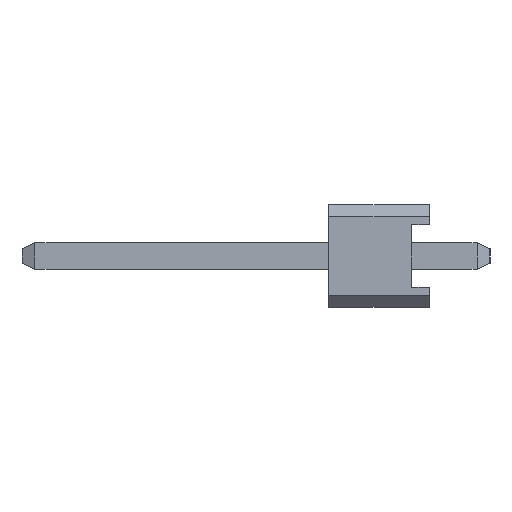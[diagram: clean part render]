
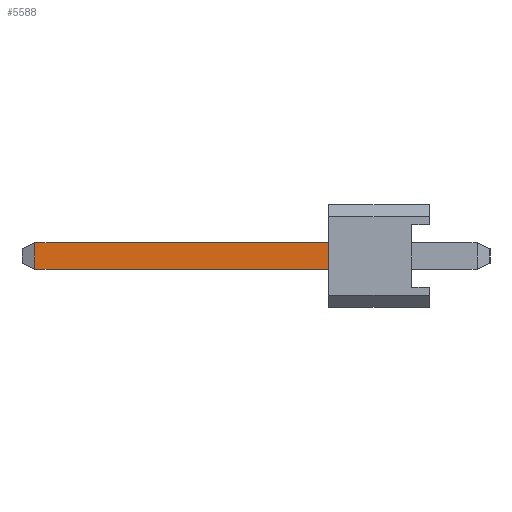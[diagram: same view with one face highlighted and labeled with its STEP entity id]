
A CAD part, left-side view. The second image highlights one B-rep face of the part: STEP entity #5588.
In plain terms, the highlighted planar face has unit normal (-1, 0, 0).
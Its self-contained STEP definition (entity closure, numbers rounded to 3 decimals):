
#4568 = DIRECTION ( 'NONE',  ( 0., -1., 0. ) ) ;
#4569 = VECTOR ( 'NONE', #4568, 1000. ) ;
#4570 = CARTESIAN_POINT ( 'NONE',  ( -0.325, 10.1, -0.325 ) ) ;
#4571 = LINE ( 'NONE', #4570, #4569 ) ;
#4572 = CARTESIAN_POINT ( 'NONE',  ( -0.325, 9.778, -0.325 ) ) ;
#4573 = DIRECTION ( 'NONE',  ( 0., 0., -1. ) ) ;
#4574 = VECTOR ( 'NONE', #4573, 1000. ) ;
#4575 = CARTESIAN_POINT ( 'NONE',  ( -0.325, 9.778, 0.325 ) ) ;
#4576 = LINE ( 'NONE', #4575, #4574 ) ;
#4577 = CARTESIAN_POINT ( 'NONE',  ( -0.325, 9.778, 0.325 ) ) ;
#4578 = DIRECTION ( 'NONE',  ( 0., -1., 0. ) ) ;
#4579 = VECTOR ( 'NONE', #4578, 1000. ) ;
#4580 = CARTESIAN_POINT ( 'NONE',  ( -0.325, 10.1, 0.325 ) ) ;
#4581 = LINE ( 'NONE', #4580, #4579 ) ;
#4582 = DIRECTION ( 'NONE',  ( 0., 0., -1. ) ) ;
#4583 = DIRECTION ( 'NONE',  ( 1., 0., 0. ) ) ;
#4584 = CARTESIAN_POINT ( 'NONE',  ( -0.325, 10.1, 0.325 ) ) ;
#4585 = AXIS2_PLACEMENT_3D ( 'NONE', #4584, #4583, #4582 ) ;
#4586 = PLANE ( 'NONE',  #4585 ) ;
#4587 = FACE_OUTER_BOUND ( 'NONE', #5589, .T. ) ;
#5588 = ADVANCED_FACE ( 'NONE', ( #4587 ), #4586, .F. ) ;
#5589 = EDGE_LOOP ( 'NONE', ( #5590, #5593, #5596, #5598 ) ) ;
#5590 = ORIENTED_EDGE ( 'NONE', *, *, #5591, .F. ) ;
#5591 = EDGE_CURVE ( 'NONE', #5592, #12785, #4581, .T. ) ;
#5592 = VERTEX_POINT ( 'NONE', #4577 ) ;
#5593 = ORIENTED_EDGE ( 'NONE', *, *, #5594, .T. ) ;
#5594 = EDGE_CURVE ( 'NONE', #5592, #5595, #4576, .T. ) ;
#5595 = VERTEX_POINT ( 'NONE', #4572 ) ;
#5596 = ORIENTED_EDGE ( 'NONE', *, *, #5597, .T. ) ;
#5597 = EDGE_CURVE ( 'NONE', #5595, #12907, #4571, .T. ) ;
#5598 = ORIENTED_EDGE ( 'NONE', *, *, #12893, .T. ) ;
#12785 = VERTEX_POINT ( 'NONE', #14282 ) ;
#12893 = EDGE_CURVE ( 'NONE', #12907, #12785, #14720, .T. ) ;
#12907 = VERTEX_POINT ( 'NONE', #14756 ) ;
#14282 = CARTESIAN_POINT ( 'NONE',  ( -0.325, 2.5, 0.325 ) ) ;
#14717 = DIRECTION ( 'NONE',  ( 0., 0., 1. ) ) ;
#14718 = VECTOR ( 'NONE', #14717, 1000. ) ;
#14719 = CARTESIAN_POINT ( 'NONE',  ( -0.325, 2.5, -1.27 ) ) ;
#14720 = LINE ( 'NONE', #14719, #14718 ) ;
#14756 = CARTESIAN_POINT ( 'NONE',  ( -0.325, 2.5, -0.325 ) ) ;
